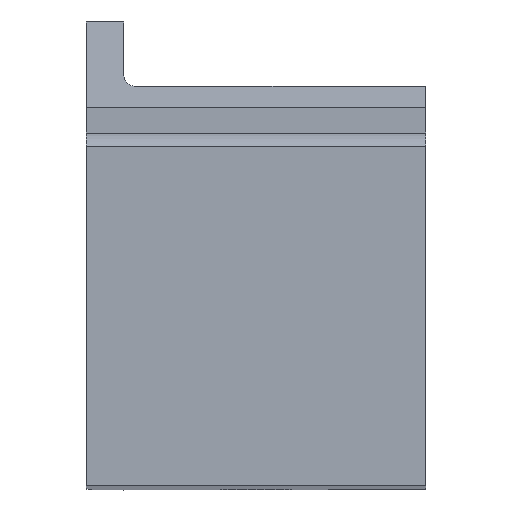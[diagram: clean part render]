
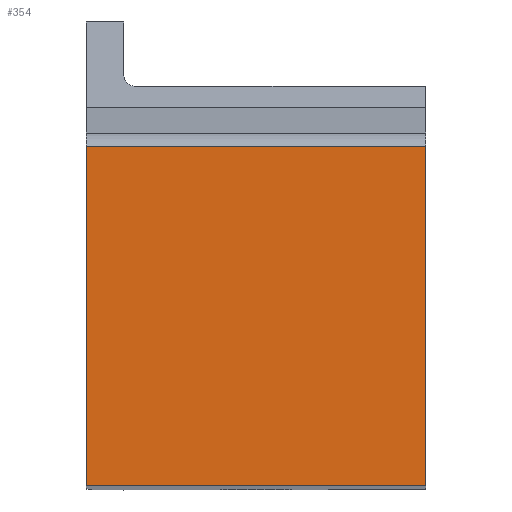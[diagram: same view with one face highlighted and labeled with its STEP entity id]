
A CAD part, top view. The second image highlights one B-rep face of the part: STEP entity #354.
In plain terms, the highlighted planar face has unit normal (0, 0, 1).
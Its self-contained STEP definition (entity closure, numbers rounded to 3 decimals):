
#354=ADVANCED_FACE('',(#481),#430,.T.);
#430=PLANE('',#2143);
#481=FACE_OUTER_BOUND('',#572,.T.);
#572=EDGE_LOOP('',(#954,#955,#956,#957));
#954=ORIENTED_EDGE('',*,*,#1549,.F.);
#955=ORIENTED_EDGE('',*,*,#1467,.T.);
#956=ORIENTED_EDGE('',*,*,#1425,.F.);
#957=ORIENTED_EDGE('',*,*,#1555,.T.);
#1247=VERTEX_POINT('',#2798);
#1248=VERTEX_POINT('',#2800);
#1281=VERTEX_POINT('',#2934);
#1335=VERTEX_POINT('',#3132);
#1425=EDGE_CURVE('',#1247,#1248,#1689,.T.);
#1467=EDGE_CURVE('',#1281,#1248,#1713,.T.);
#1549=EDGE_CURVE('',#1281,#1335,#1764,.T.);
#1555=EDGE_CURVE('',#1247,#1335,#1769,.T.);
#1689=LINE('',#2799,#1825);
#1713=LINE('',#2933,#1849);
#1764=LINE('',#3131,#1900);
#1769=LINE('',#3143,#1905);
#1825=VECTOR('',#2273,1.);
#1849=VECTOR('',#2341,1.);
#1900=VECTOR('',#2502,1.);
#1905=VECTOR('',#2515,1.);
#2143=AXIS2_PLACEMENT_3D('',#3145,#2518,#2519);
#2273=DIRECTION('',(0.,-1.,0.));
#2341=DIRECTION('',(1.,0.,0.));
#2502=DIRECTION('',(0.,1.,0.));
#2515=DIRECTION('',(-1.,0.,0.));
#2518=DIRECTION('',(0.,0.,1.));
#2519=DIRECTION('',(1.,0.,0.));
#2798=CARTESIAN_POINT('',(0.,15.875,0.));
#2799=CARTESIAN_POINT('',(0.,15.875,0.));
#2800=CARTESIAN_POINT('',(0.,0.,0.));
#2933=CARTESIAN_POINT('',(-15.875,0.,0.));
#2934=CARTESIAN_POINT('',(-15.875,0.,0.));
#3131=CARTESIAN_POINT('',(-15.875,0.,0.));
#3132=CARTESIAN_POINT('',(-15.875,15.875,0.));
#3143=CARTESIAN_POINT('',(0.,15.875,0.));
#3145=CARTESIAN_POINT('',(-7.938,7.938,0.));
